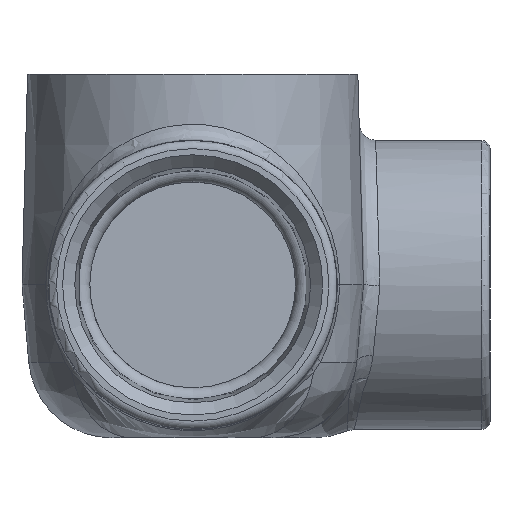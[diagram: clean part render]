
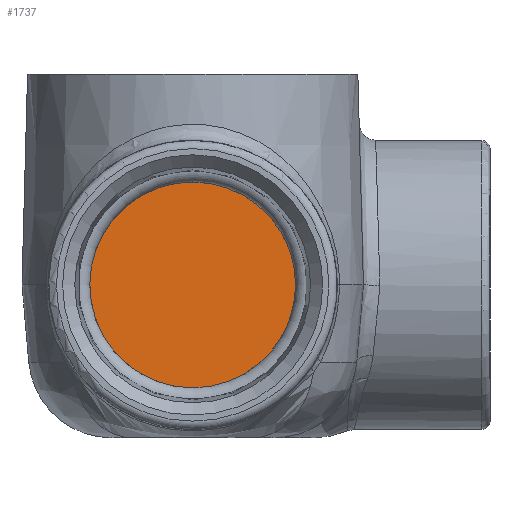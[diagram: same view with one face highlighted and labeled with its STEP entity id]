
A CAD part, left-side view. The second image highlights one B-rep face of the part: STEP entity #1737.
In plain terms, the highlighted planar face has unit normal (-1, 0, 0.026).
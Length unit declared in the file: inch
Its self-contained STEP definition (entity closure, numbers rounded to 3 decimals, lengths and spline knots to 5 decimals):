
#65=ELLIPSE('',#1937,0.37513,0.375);
#158=FACE_OUTER_BOUND('',#280,.T.);
#280=EDGE_LOOP('',(#1318,#1319,#1320,#1321,#1322,#1323,#1324,#1325,#1326,
#1327));
#549=LINE('',#4403,#636);
#550=LINE('',#4407,#637);
#551=LINE('',#4409,#638);
#552=LINE('',#4411,#639);
#553=LINE('',#4412,#640);
#554=LINE('',#4414,#641);
#636=VECTOR('',#2287,0.92752);
#637=VECTOR('',#2290,0.73544);
#638=VECTOR('',#2291,0.06913);
#639=VECTOR('',#2292,0.73423);
#640=VECTOR('',#2293,0.0343);
#641=VECTOR('',#2294,1.77727);
#685=B_SPLINE_CURVE_WITH_KNOTS('',3,(#2968,#2969,#2970,#2971),
 .UNSPECIFIED.,.F.,.F.,(4,4),(0.,1.),.UNSPECIFIED.);
#703=B_SPLINE_CURVE_WITH_KNOTS('',3,(#4416,#4417,#4418,#4419),
 .UNSPECIFIED.,.F.,.F.,(4,4),(0.,0.04163),.UNSPECIFIED.);
#704=B_SPLINE_CURVE_WITH_KNOTS('',3,(#4420,#4421,#4422,#4423,#4424,#4425,
#4426,#4427,#4428,#4429,#4430,#4431,#4432,#4433,#4434,#4435,#4436,#4437,
#4438,#4439,#4440,#4441,#4442,#4443,#4444,#4445,#4446,#4447,#4448,#4449,
#4450,#4451,#4452,#4453,#4454,#4455,#4456,#4457,#4458,#4459,#4460,#4461,
#4462,#4463,#4464,#4465,#4466,#4467,#4468),.UNSPECIFIED.,.F.,.F.,(4,3,3,
3,3,3,3,3,3,3,3,3,3,3,3,3,4),(0.,0.0625,0.125,0.15624,
0.1875,0.25,0.3125,0.375,0.43751,0.5,0.53126,0.5625,
0.625,0.6875,0.75,0.87505,1.),.UNSPECIFIED.);
#745=VERTEX_POINT('',#2966);
#746=VERTEX_POINT('',#2967);
#837=VERTEX_POINT('',#4401);
#838=VERTEX_POINT('',#4402);
#839=VERTEX_POINT('',#4404);
#840=VERTEX_POINT('',#4406);
#841=VERTEX_POINT('',#4408);
#842=VERTEX_POINT('',#4410);
#843=VERTEX_POINT('',#4413);
#844=VERTEX_POINT('',#4415);
#916=EDGE_CURVE('',#745,#746,#685,.T.);
#1026=EDGE_CURVE('',#837,#838,#549,.T.);
#1027=EDGE_CURVE('',#838,#839,#65,.T.);
#1028=EDGE_CURVE('',#839,#840,#550,.T.);
#1029=EDGE_CURVE('',#840,#841,#551,.F.);
#1030=EDGE_CURVE('',#841,#842,#552,.T.);
#1031=EDGE_CURVE('',#746,#842,#553,.F.);
#1032=EDGE_CURVE('',#843,#745,#554,.T.);
#1033=EDGE_CURVE('',#843,#844,#703,.T.);
#1034=EDGE_CURVE('',#844,#837,#704,.T.);
#1318=ORIENTED_EDGE('',*,*,#1026,.T.);
#1319=ORIENTED_EDGE('',*,*,#1027,.T.);
#1320=ORIENTED_EDGE('',*,*,#1028,.T.);
#1321=ORIENTED_EDGE('',*,*,#1029,.T.);
#1322=ORIENTED_EDGE('',*,*,#1030,.T.);
#1323=ORIENTED_EDGE('',*,*,#1031,.F.);
#1324=ORIENTED_EDGE('',*,*,#916,.F.);
#1325=ORIENTED_EDGE('',*,*,#1032,.F.);
#1326=ORIENTED_EDGE('',*,*,#1033,.T.);
#1327=ORIENTED_EDGE('',*,*,#1034,.T.);
#1697=PLANE('',#1936);
#1737=ADVANCED_FACE('',(#158),#1697,.T.);
#1936=AXIS2_PLACEMENT_3D('',#4400,#2285,#2286);
#1937=AXIS2_PLACEMENT_3D('',#4405,#2288,#2289);
#2285=DIRECTION('center_axis',(-1.,0.,
0.026));
#2286=DIRECTION('ref_axis',(0.026,0.,1.));
#2287=DIRECTION('',(0.,-1.,0.));
#2288=DIRECTION('center_axis',(-1.,0.,
0.026));
#2289=DIRECTION('ref_axis',(0.026,0.,1.));
#2290=DIRECTION('',(0.026,-0.026,0.999));
#2291=DIRECTION('',(-0.026,0.026,-0.999));
#2292=DIRECTION('',(0.026,-0.026,0.999));
#2293=DIRECTION('',(0.,-1.,0.));
#2294=DIRECTION('',(0.,-1.,0.));
#2966=CARTESIAN_POINT('',(2.99464,-0.92325,2.25));
#2967=CARTESIAN_POINT('',(2.98558,-0.9184,1.90415));
#2968=CARTESIAN_POINT('Ctrl Pts',(2.99464,-0.92325,2.25));
#2969=CARTESIAN_POINT('Ctrl Pts',(2.99162,-0.92164,2.13472));
#2970=CARTESIAN_POINT('Ctrl Pts',(2.9886,-0.92002,2.01943));
#2971=CARTESIAN_POINT('Ctrl Pts',(2.98558,-0.9184,1.90415));
#4400=CARTESIAN_POINT('Origin',(2.966,0.,1.15625));
#4401=CARTESIAN_POINT('',(2.94218,0.35834,0.24673));
#4402=CARTESIAN_POINT('',(2.94218,-0.56918,0.24673));
#4403=CARTESIAN_POINT('',(2.94218,0.35834,0.24673));
#4404=CARTESIAN_POINT('',(2.94532,-0.84383,0.3664));
#4405=CARTESIAN_POINT('Origin',(2.952,-0.56918,0.62173));
#4406=CARTESIAN_POINT('',(2.96456,-0.86308,1.10134));
#4407=CARTESIAN_POINT('',(2.94532,-0.84383,0.3664));
#4408=CARTESIAN_POINT('',(2.96637,-0.86489,1.17042));
#4409=CARTESIAN_POINT('',(2.96637,-0.86489,1.17042));
#4410=CARTESIAN_POINT('',(2.98558,-0.8841,1.90415));
#4411=CARTESIAN_POINT('',(2.96637,-0.86489,1.17042));
#4412=CARTESIAN_POINT('',(2.98558,-0.8841,1.90415));
#4413=CARTESIAN_POINT('',(2.99464,0.85402,2.25));
#4414=CARTESIAN_POINT('',(2.99464,0.85402,2.25));
#4415=CARTESIAN_POINT('',(2.95175,0.82893,0.61191));
#4416=CARTESIAN_POINT('Ctrl Pts',(2.99464,0.85402,2.25));
#4417=CARTESIAN_POINT('Ctrl Pts',(2.98034,0.84578,1.70397));
#4418=CARTESIAN_POINT('Ctrl Pts',(2.96604,0.83742,1.15794));
#4419=CARTESIAN_POINT('Ctrl Pts',(2.95175,0.82893,0.61191));
#4420=CARTESIAN_POINT('Ctrl Pts',(2.95175,0.82893,0.61191));
#4421=CARTESIAN_POINT('Ctrl Pts',(2.95138,0.82871,0.59793));
#4422=CARTESIAN_POINT('Ctrl Pts',(2.95102,0.82761,0.58411));
#4423=CARTESIAN_POINT('Ctrl Pts',(2.95066,0.82566,0.57045));
#4424=CARTESIAN_POINT('Ctrl Pts',(2.9503,0.82371,0.5568));
#4425=CARTESIAN_POINT('Ctrl Pts',(2.94995,0.8209,0.5433));
#4426=CARTESIAN_POINT('Ctrl Pts',(2.9496,0.81725,0.52996));
#4427=CARTESIAN_POINT('Ctrl Pts',(2.94943,0.81543,0.5233));
#4428=CARTESIAN_POINT('Ctrl Pts',(2.94925,0.81339,0.51667));
#4429=CARTESIAN_POINT('Ctrl Pts',(2.94908,0.81114,0.51008));
#4430=CARTESIAN_POINT('Ctrl Pts',(2.94891,0.80889,0.50349));
#4431=CARTESIAN_POINT('Ctrl Pts',(2.94874,0.80641,0.49694));
#4432=CARTESIAN_POINT('Ctrl Pts',(2.94857,0.80376,0.49051));
#4433=CARTESIAN_POINT('Ctrl Pts',(2.94823,0.79844,0.47765));
#4434=CARTESIAN_POINT('Ctrl Pts',(2.9479,0.79238,0.46522));
#4435=CARTESIAN_POINT('Ctrl Pts',(2.94759,0.7856,0.4532));
#4436=CARTESIAN_POINT('Ctrl Pts',(2.94728,0.77882,0.44119));
#4437=CARTESIAN_POINT('Ctrl Pts',(2.94697,0.77134,0.42958));
#4438=CARTESIAN_POINT('Ctrl Pts',(2.94668,0.76313,0.41839));
#4439=CARTESIAN_POINT('Ctrl Pts',(2.94639,0.75493,0.40719));
#4440=CARTESIAN_POINT('Ctrl Pts',(2.9461,0.74598,0.39638));
#4441=CARTESIAN_POINT('Ctrl Pts',(2.94584,0.73655,0.38621));
#4442=CARTESIAN_POINT('Ctrl Pts',(2.94557,0.72712,0.37603));
#4443=CARTESIAN_POINT('Ctrl Pts',(2.94532,0.71717,0.36646));
#4444=CARTESIAN_POINT('Ctrl Pts',(2.94508,0.70671,0.35743));
#4445=CARTESIAN_POINT('Ctrl Pts',(2.94485,0.69626,0.3484));
#4446=CARTESIAN_POINT('Ctrl Pts',(2.94462,0.68531,0.33992));
#4447=CARTESIAN_POINT('Ctrl Pts',(2.94442,0.67388,0.33199));
#4448=CARTESIAN_POINT('Ctrl Pts',(2.94431,0.66817,0.32802));
#4449=CARTESIAN_POINT('Ctrl Pts',(2.94421,0.66232,0.32419));
#4450=CARTESIAN_POINT('Ctrl Pts',(2.94412,0.65641,0.32051));
#4451=CARTESIAN_POINT('Ctrl Pts',(2.94402,0.65049,0.31684));
#4452=CARTESIAN_POINT('Ctrl Pts',(2.94393,0.64451,0.31333));
#4453=CARTESIAN_POINT('Ctrl Pts',(2.94384,0.63845,0.30997));
#4454=CARTESIAN_POINT('Ctrl Pts',(2.94366,0.62634,0.30326));
#4455=CARTESIAN_POINT('Ctrl Pts',(2.9435,0.61394,0.29715));
#4456=CARTESIAN_POINT('Ctrl Pts',(2.94336,0.60128,0.29161));
#4457=CARTESIAN_POINT('Ctrl Pts',(2.94321,0.58862,0.28608));
#4458=CARTESIAN_POINT('Ctrl Pts',(2.94308,0.5757,0.28111));
#4459=CARTESIAN_POINT('Ctrl Pts',(2.94297,0.56253,0.27667));
#4460=CARTESIAN_POINT('Ctrl Pts',(2.94285,0.54935,0.27224));
#4461=CARTESIAN_POINT('Ctrl Pts',(2.94275,0.53593,0.26835));
#4462=CARTESIAN_POINT('Ctrl Pts',(2.94266,0.5225,0.265));
#4463=CARTESIAN_POINT('Ctrl Pts',(2.94249,0.49562,0.25831));
#4464=CARTESIAN_POINT('Ctrl Pts',(2.94237,0.46848,0.25375));
#4465=CARTESIAN_POINT('Ctrl Pts',(2.94229,0.44109,0.25086));
#4466=CARTESIAN_POINT('Ctrl Pts',(2.94222,0.41372,0.24796));
#4467=CARTESIAN_POINT('Ctrl Pts',(2.94218,0.3861,0.24673));
#4468=CARTESIAN_POINT('Ctrl Pts',(2.94218,0.35834,0.24673));
